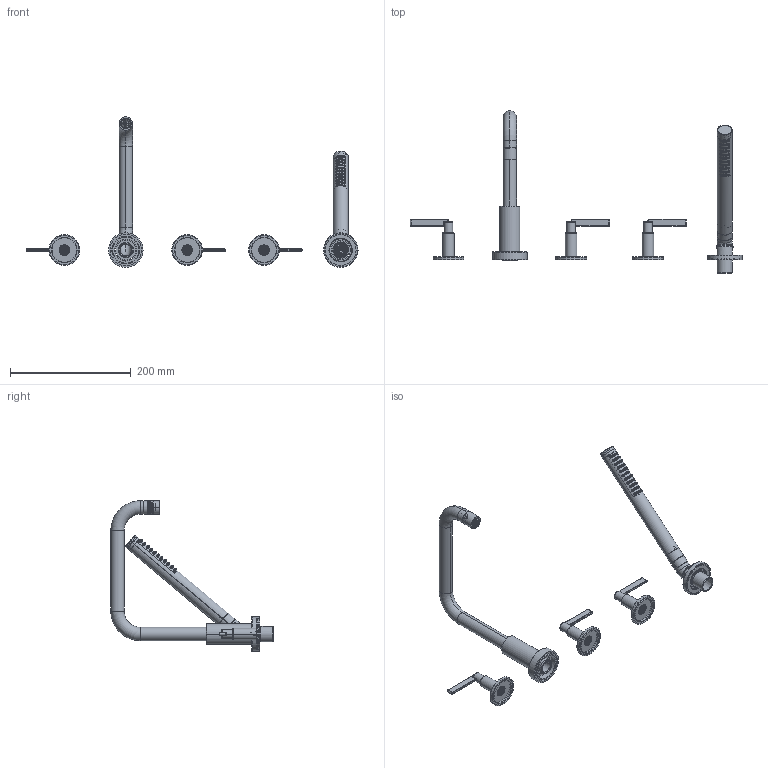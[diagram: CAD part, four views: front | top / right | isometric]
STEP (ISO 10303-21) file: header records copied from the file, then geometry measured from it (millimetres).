
FILE_DESCRIPTION((''),'2;1');
FILE_NAME('3-3327_ASM','2020-09-14T11:43:58',('jinson.thomas'),(''),'CREO PARAMETRIC BY PTC INC, 2018400','CREO PARAMETRIC BY PTC INC, 2018400','');
FILE_SCHEMA(('CONFIG_CONTROL_DESIGN'));
Length unit declared in the file: inch
Products named in the file (26): 13539; 20-571_ASM; 13540; 13139; 20-572_ASM; 10913; 91330; 2-403_ASM; 3-725_ASM; 13532; 20-565_ASM; 13533; 13534; 20-566_ASM; 3-721_ASM; 11749; 91548; 50304; 50305; 2-846_ASM; 6-289-7_ASM; 12806; 12808; 12807; 283-101_ASM; 3-3327_ASM
Assembly tree (27 placements, depth 4):
  3-3327_ASM
    3-725_ASM
      20-571_ASM
        13539
      20-572_ASM
        13540
        13139
      2-403_ASM
        10913
        91330
    3-721_ASM  x3
      20-565_ASM
        13532
      20-566_ASM
        13533
        13534
    6-289-7_ASM
      11749
      91548
      2-846_ASM
        50304
        50305
    283-101_ASM
      12806
      12808
      12807
Bounding box: 549.27 x 268.67 x 249.24 mm (x, y, z)
Volume: 206625.6 mm3; surface area: 183105.8 mm2
Topology: 21 solids, 21 shells, 1790 faces, 4431 edges, 2763 vertices
Faces by surface type: bspline 749, cylinder 602, plane 304, cone 68, torus 67
Entity records: 121869 total; most frequent: CARTESIAN_POINT 92793, ORIENTED_EDGE 6830, DIRECTION 4283, EDGE_CURVE 3415, VERTEX_POINT 2119, EDGE_LOOP 1672, AXIS2_PLACEMENT_3D 1612, B_SPLINE_CURVE_WITH_KNOTS 1503
